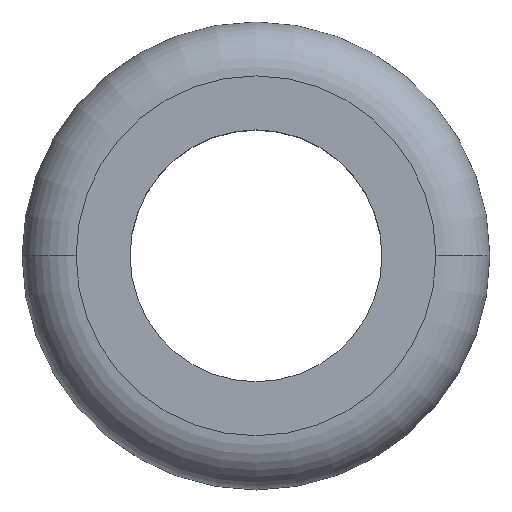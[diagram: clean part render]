
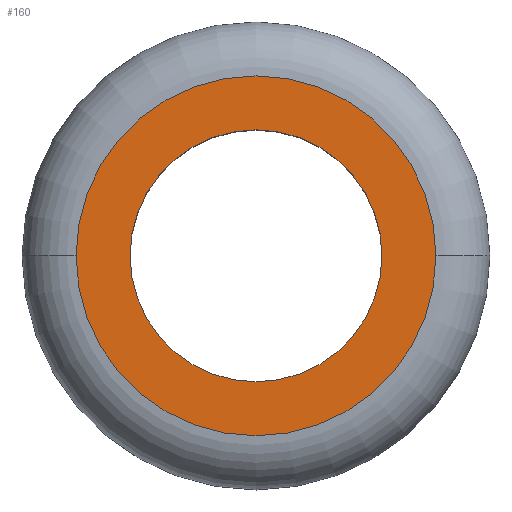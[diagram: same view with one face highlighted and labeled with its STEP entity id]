
A CAD part, top view. The second image highlights one B-rep face of the part: STEP entity #160.
In plain terms, the highlighted planar face has unit normal (0, 0, 1).
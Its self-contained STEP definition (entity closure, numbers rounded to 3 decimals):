
#12 = DIRECTION ( 'NONE',  ( -1., 0., 0. ) ) ;
#13 = ORIENTED_EDGE ( 'NONE', *, *, #14, .T. ) ;
#14 = EDGE_CURVE ( 'NONE', #70, #178, #327, .T. ) ;
#22 = CARTESIAN_POINT ( 'NONE',  ( 109.21, 0., 143.999 ) ) ;
#23 = CIRCLE ( 'NONE', #75, 5. ) ;
#29 = AXIS2_PLACEMENT_3D ( 'NONE', #472, #293, #475 ) ;
#33 = VERTEX_POINT ( 'NONE', #337 ) ;
#47 = CARTESIAN_POINT ( 'NONE',  ( 109.21, 0., 143.999 ) ) ;
#48 = FACE_BOUND ( 'NONE', #107, .T. ) ;
#58 = DIRECTION ( 'NONE',  ( 0., 0., -1. ) ) ;
#70 = VERTEX_POINT ( 'NONE', #438 ) ;
#75 = AXIS2_PLACEMENT_3D ( 'NONE', #370, #465, #450 ) ;
#107 = EDGE_LOOP ( 'NONE', ( #202, #13 ) ) ;
#110 = DIRECTION ( 'NONE',  ( -1., 0., 0. ) ) ;
#118 = AXIS2_PLACEMENT_3D ( 'NONE', #193, #58, #110 ) ;
#120 = EDGE_CURVE ( 'NONE', #33, #338, #449, .T. ) ;
#160 = ADVANCED_FACE ( 'NONE', ( #48, #274 ), #166, .T. ) ;
#166 = PLANE ( 'NONE',  #407 ) ;
#178 = VERTEX_POINT ( 'NONE', #424 ) ;
#192 = AXIS2_PLACEMENT_3D ( 'NONE', #271, #207, #12 ) ;
#193 = CARTESIAN_POINT ( 'NONE',  ( 104.21, 0., 143.999 ) ) ;
#202 = ORIENTED_EDGE ( 'NONE', *, *, #282, .T. ) ;
#207 = DIRECTION ( 'NONE',  ( 0., 0., -1. ) ) ;
#239 = EDGE_CURVE ( 'NONE', #338, #33, #23, .T. ) ;
#263 = ORIENTED_EDGE ( 'NONE', *, *, #120, .F. ) ;
#271 = CARTESIAN_POINT ( 'NONE',  ( 104.21, 0., 143.999 ) ) ;
#274 = FACE_OUTER_BOUND ( 'NONE', #351, .T. ) ;
#282 = EDGE_CURVE ( 'NONE', #178, #70, #322, .T. ) ;
#293 = DIRECTION ( 'NONE',  ( 0., 0., -1. ) ) ;
#316 = DIRECTION ( 'NONE',  ( 1., 0., 0. ) ) ;
#319 = DIRECTION ( 'NONE',  ( 0., 0., 1. ) ) ;
#322 = CIRCLE ( 'NONE', #118, 3.5 ) ;
#327 = CIRCLE ( 'NONE', #29, 3.5 ) ;
#337 = CARTESIAN_POINT ( 'NONE',  ( 99.21, 0., 143.999 ) ) ;
#338 = VERTEX_POINT ( 'NONE', #22 ) ;
#351 = EDGE_LOOP ( 'NONE', ( #263, #463 ) ) ;
#370 = CARTESIAN_POINT ( 'NONE',  ( 104.21, 0., 143.999 ) ) ;
#407 = AXIS2_PLACEMENT_3D ( 'NONE', #47, #319, #316 ) ;
#424 = CARTESIAN_POINT ( 'NONE',  ( 100.71, 0., 143.999 ) ) ;
#438 = CARTESIAN_POINT ( 'NONE',  ( 107.71, 0., 143.999 ) ) ;
#449 = CIRCLE ( 'NONE', #192, 5. ) ;
#450 = DIRECTION ( 'NONE',  ( -1., 0., 0. ) ) ;
#463 = ORIENTED_EDGE ( 'NONE', *, *, #239, .F. ) ;
#465 = DIRECTION ( 'NONE',  ( 0., 0., -1. ) ) ;
#472 = CARTESIAN_POINT ( 'NONE',  ( 104.21, 0., 143.999 ) ) ;
#475 = DIRECTION ( 'NONE',  ( -1., 0., 0. ) ) ;
